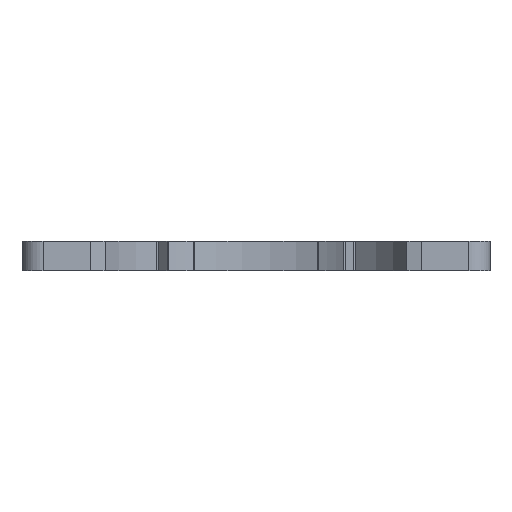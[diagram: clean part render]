
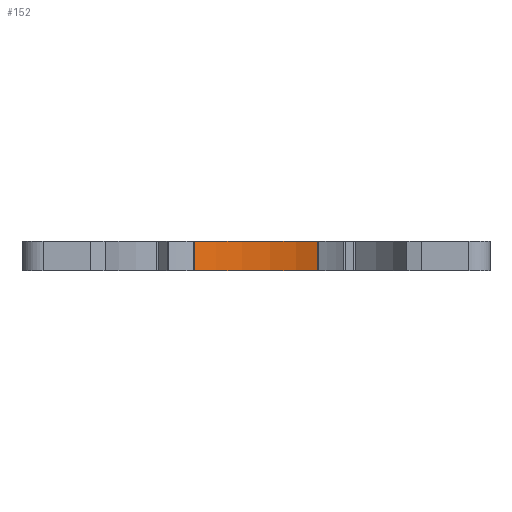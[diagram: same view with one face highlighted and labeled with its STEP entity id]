
A CAD part, left-side view. The second image highlights one B-rep face of the part: STEP entity #152.
In plain terms, the highlighted cylindrical face has radius 39.5 mm (diameter 79 mm), a partial arc.
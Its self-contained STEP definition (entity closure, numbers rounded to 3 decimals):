
#152 = ADVANCED_FACE( '', ( #305 ), #306, .F. );
#305 = FACE_OUTER_BOUND( '', #453, .T. );
#306 = CYLINDRICAL_SURFACE( '', #454, 39.5 );
#453 = EDGE_LOOP( '', ( #875, #876, #877, #878 ) );
#454 = AXIS2_PLACEMENT_3D( '', #879, #880, #881 );
#875 = ORIENTED_EDGE( '', *, *, #1068, .F. );
#876 = ORIENTED_EDGE( '', *, *, #933, .T. );
#877 = ORIENTED_EDGE( '', *, *, #1059, .T. );
#878 = ORIENTED_EDGE( '', *, *, #1085, .T. );
#879 = CARTESIAN_POINT( '', ( 0., 0., 7. ) );
#880 = DIRECTION( '', ( 0., 0., 1. ) );
#881 = DIRECTION( '', ( -1., 0., 0. ) );
#933 = EDGE_CURVE( '', #1120, #1124, #1126, .T. );
#1059 = EDGE_CURVE( '', #1124, #1319, #1321, .T. );
#1068 = EDGE_CURVE( '', #1120, #1332, #1333, .T. );
#1085 = EDGE_CURVE( '', #1319, #1332, #1350, .F. );
#1120 = VERTEX_POINT( '', #1395 );
#1124 = VERTEX_POINT( '', #1400 );
#1126 = LINE( '', #1402, #1403 );
#1319 = VERTEX_POINT( '', #1649 );
#1321 = CIRCLE( '', #1651, 39.5 );
#1332 = VERTEX_POINT( '', #1663 );
#1333 = CIRCLE( '', #1664, 39.5 );
#1350 = LINE( '', #1683, #1684 );
#1395 = CARTESIAN_POINT( '', ( 36.261, 15.665, 7. ) );
#1400 = CARTESIAN_POINT( '', ( 36.261, 15.665, 0. ) );
#1402 = CARTESIAN_POINT( '', ( 36.261, 15.665, 7. ) );
#1403 = VECTOR( '', #1713, 1000. );
#1649 = CARTESIAN_POINT( '', ( 36.257, -15.674, 0. ) );
#1651 = AXIS2_PLACEMENT_3D( '', #1899, #1900, #1901 );
#1663 = CARTESIAN_POINT( '', ( 36.257, -15.674, 7. ) );
#1664 = AXIS2_PLACEMENT_3D( '', #1918, #1919, #1920 );
#1683 = CARTESIAN_POINT( '', ( 36.257, -15.674, 7. ) );
#1684 = VECTOR( '', #1944, 1000. );
#1713 = DIRECTION( '', ( 0., 0., -1. ) );
#1899 = CARTESIAN_POINT( '', ( 0., 0., 0. ) );
#1900 = DIRECTION( '', ( 0., 0., -1. ) );
#1901 = DIRECTION( '', ( -1., 0., 0. ) );
#1918 = CARTESIAN_POINT( '', ( 0., 0., 7. ) );
#1919 = DIRECTION( '', ( 0., 0., -1. ) );
#1920 = DIRECTION( '', ( -1., 0., 0. ) );
#1944 = DIRECTION( '', ( 0., 0., -1. ) );
